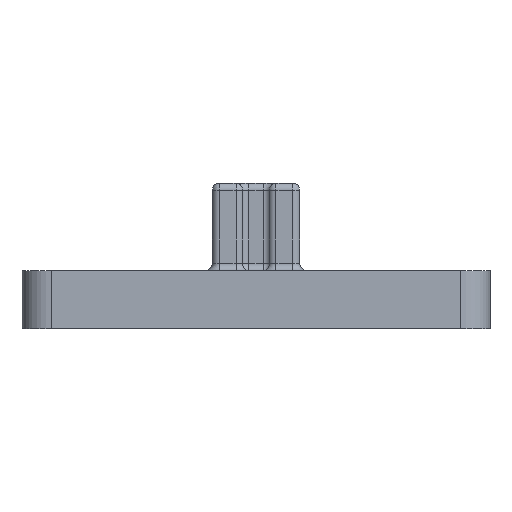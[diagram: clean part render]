
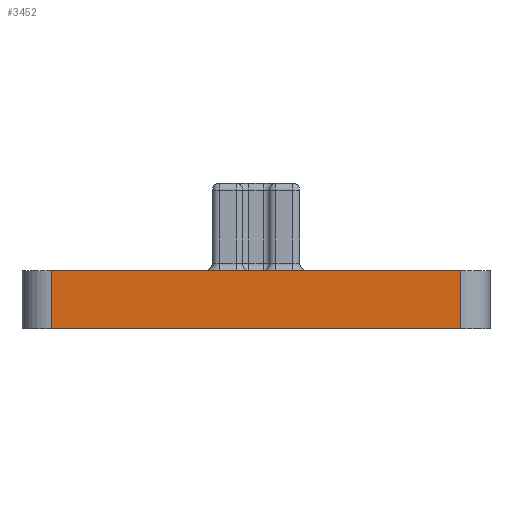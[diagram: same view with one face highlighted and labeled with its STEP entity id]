
A CAD part, front view. The second image highlights one B-rep face of the part: STEP entity #3452.
In plain terms, the highlighted planar face has unit normal (0, -1, 0).
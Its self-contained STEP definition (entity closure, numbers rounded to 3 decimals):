
#51=CARTESIAN_POINT('',(-7.025,-15.275,2.));
#52=VERTEX_POINT('',#51);
#60=CARTESIAN_POINT('',(7.025,-15.275,2.));
#61=VERTEX_POINT('',#60);
#62=CARTESIAN_POINT('',(-7.025,-15.275,2.));
#63=DIRECTION('',(1.,-0.,-0.));
#64=VECTOR('',#63,14.05);
#65=LINE('',#62,#64);
#66=EDGE_CURVE('',#52,#61,#65,.T.);
#403=CARTESIAN_POINT('',(7.025,-15.275,-0.));
#404=VERTEX_POINT('',#403);
#412=CARTESIAN_POINT('',(-7.025,-15.275,-0.));
#413=VERTEX_POINT('',#412);
#414=CARTESIAN_POINT('',(-7.025,-15.275,-0.));
#415=DIRECTION('',(1.,-0.,-0.));
#416=VECTOR('',#415,14.05);
#417=LINE('',#414,#416);
#418=EDGE_CURVE('',#413,#404,#417,.T.);
#3427=CARTESIAN_POINT('',(-7.025,-15.275,2.));
#3428=DIRECTION('',(0.,0.,-1.));
#3429=VECTOR('',#3428,2.);
#3430=LINE('',#3427,#3429);
#3431=EDGE_CURVE('',#52,#413,#3430,.T.);
#3436=CARTESIAN_POINT('',(6.475,-15.275,3.5));
#3437=DIRECTION('',(-0.,-1.,-0.));
#3438=DIRECTION('',(-1.,0.,0.));
#3439=AXIS2_PLACEMENT_3D('',#3436,#3437,#3438);
#3440=PLANE('',#3439);
#3441=ORIENTED_EDGE('',*,*,#418,.T.);
#3442=CARTESIAN_POINT('',(7.025,-15.275,-0.));
#3443=DIRECTION('',(-0.,-0.,1.));
#3444=VECTOR('',#3443,2.);
#3445=LINE('',#3442,#3444);
#3446=EDGE_CURVE('',#404,#61,#3445,.T.);
#3447=ORIENTED_EDGE('',*,*,#3446,.T.);
#3448=ORIENTED_EDGE('',*,*,#66,.F.);
#3449=ORIENTED_EDGE('',*,*,#3431,.T.);
#3450=EDGE_LOOP('',(#3441,#3447,#3448,#3449));
#3451=FACE_BOUND('',#3450,.T.);
#3452=ADVANCED_FACE('',(#3451),#3440,.T.);
